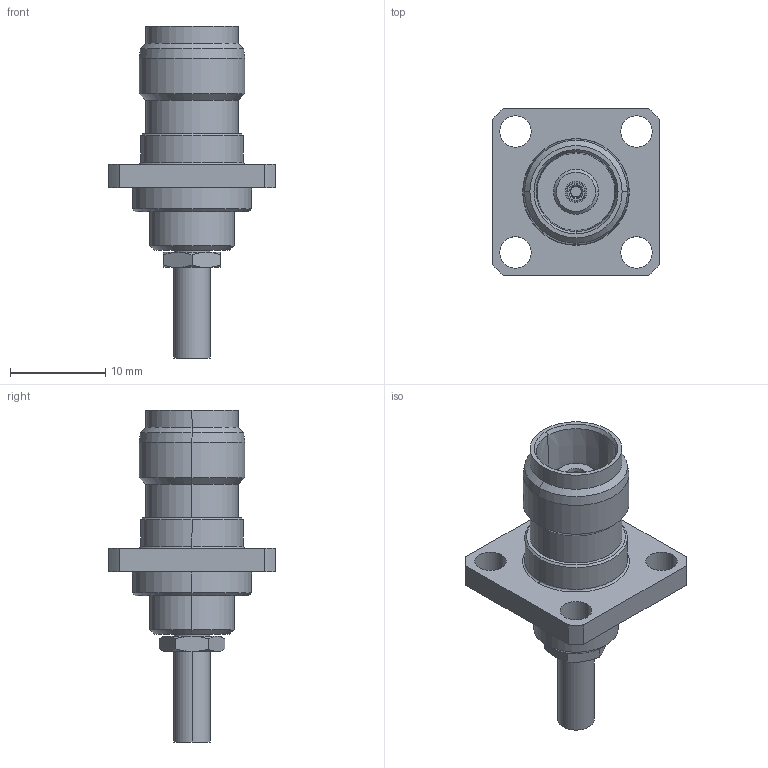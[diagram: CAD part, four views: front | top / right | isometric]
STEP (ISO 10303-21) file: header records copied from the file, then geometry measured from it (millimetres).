
FILE_DESCRIPTION (( 'STEP AP214' ), '1' );
FILE_NAME ('J01011B0046.STEP', '2013-04-22T11:40:55', ( 'Wartung1' ), ( '' ), 'SwSTEP 2.0', 'SolidWorks 2012', '' );
FILE_SCHEMA (( 'AUTOMOTIVE_DESIGN' ));
Length unit declared in the file: millimetre
Products named in the file (1): J01011B0046
Bounding box: 17.5 x 17.5 x 34.85 mm (x, y, z)
Volume: 2283.6 mm3; surface area: 2053 mm2
Topology: 1 solids, 1 shells, 138 faces, 324 edges, 206 vertices
Faces by surface type: cylinder 50, cone 42, plane 38, torus 8
Entity records: 5586 total; most frequent: CARTESIAN_POINT 873, DIRECTION 696, ORIENTED_EDGE 648, EDGE_CURVE 324, AXIS2_PLACEMENT_3D 285, VERTEX_POINT 206, EDGE_LOOP 164, CIRCLE 146
